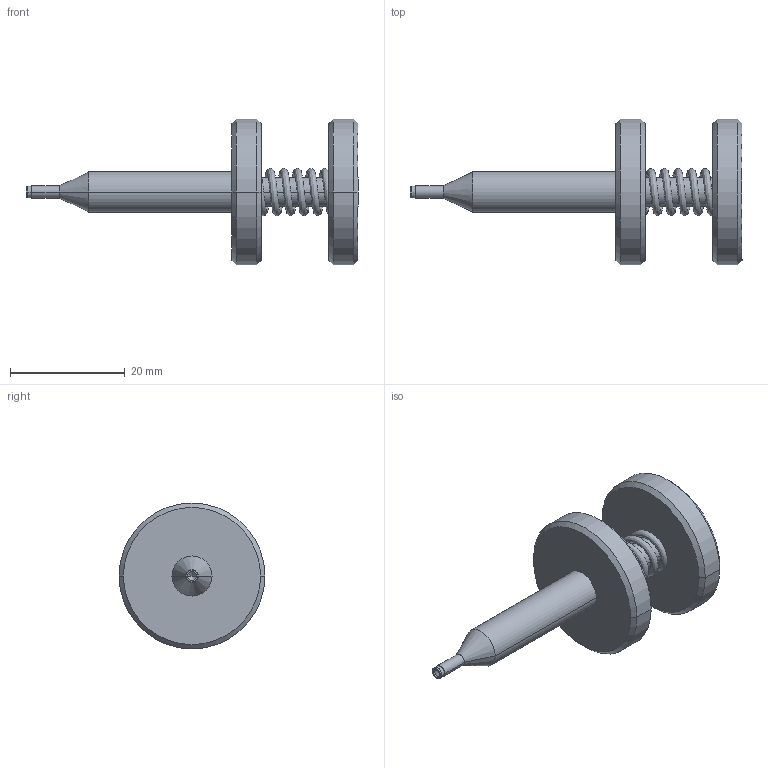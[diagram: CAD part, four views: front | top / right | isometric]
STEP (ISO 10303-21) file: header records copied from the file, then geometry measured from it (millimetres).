
FILE_DESCRIPTION (( 'STEP AP214' ), '1' );
FILE_NAME ('FMCN49835_3D.step', '2023-09-20T09:15:29', ( '' ), ( '' ), 'SwSTEP 2.0', 'SolidWorks 2022', '' );
FILE_SCHEMA (( 'AUTOMOTIVE_DESIGN' ));
Length unit declared in the file: millimetre
Products named in the file (1): FMCN49835_3D
Bounding box: 57.8 x 25.4 x 25.4 mm (x, y, z)
Volume: 12851.1 mm3; surface area: 7357.4 mm2
Topology: 2 solids, 2 shells, 70 faces, 142 edges, 82 vertices
Faces by surface type: cylinder 28, cone 24, plane 12, bspline 6
Entity records: 3413 total; most frequent: CARTESIAN_POINT 1905, DIRECTION 334, ORIENTED_EDGE 276, AXIS2_PLACEMENT_3D 141, EDGE_CURVE 138, EDGE_LOOP 82, VERTEX_POINT 82, CIRCLE 76
